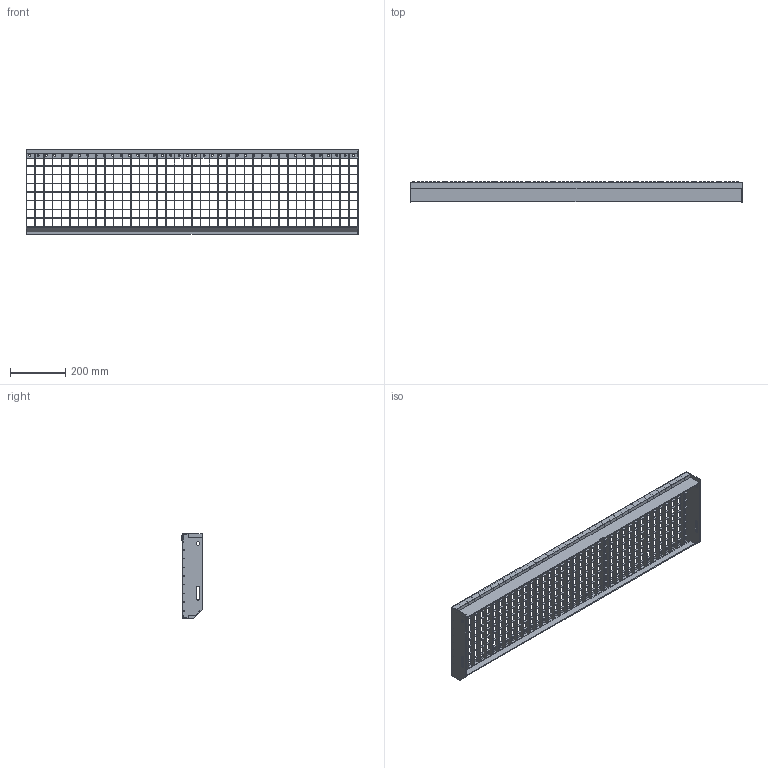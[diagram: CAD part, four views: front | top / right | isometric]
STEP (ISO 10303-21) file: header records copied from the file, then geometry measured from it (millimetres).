
FILE_DESCRIPTION (( 'STEP AP203' ), '1' );
FILE_NAME ('40.1203030.7.step', '2015-10-04T07:12:24', ( '' ), ( '' ), 'SwSTEP 2.0', 'SolidWorks 2015', '' );
FILE_SCHEMA (( 'CONFIG_CONTROL_DESIGN' ));
Length unit declared in the file: millimetre
Products named in the file (1): 40.1203030.7
Bounding box: 1200 x 72.67 x 305 mm (x, y, z)
Volume: 1037735 mm3; surface area: 1226403.3 mm2
Topology: 37 solids, 37 shells, 1068 faces, 2684 edges, 1772 vertices
Faces by surface type: plane 639, cylinder 168, cone 158, bspline 103
Entity records: 38391 total; most frequent: CARTESIAN_POINT 12388, ORIENTED_EDGE 5368, DIRECTION 5078, EDGE_CURVE 2684, LINE 1810, VECTOR 1810, VERTEX_POINT 1772, AXIS2_PLACEMENT_3D 1634
